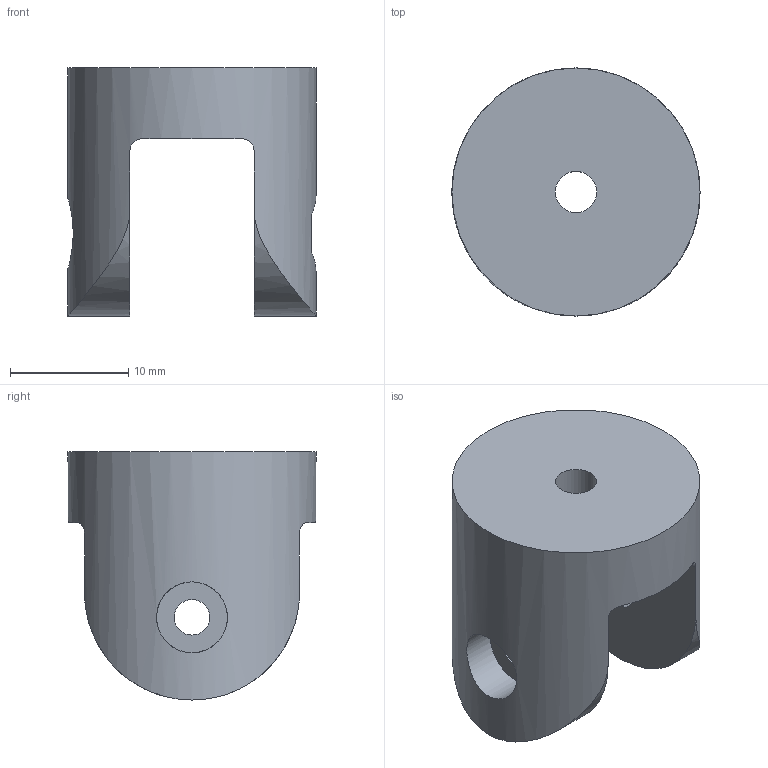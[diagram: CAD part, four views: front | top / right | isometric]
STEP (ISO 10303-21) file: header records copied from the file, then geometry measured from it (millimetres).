
FILE_DESCRIPTION(/* description */ (''),/* implementation_level */ '2;1');
FILE_NAME(/* name */ 'RFVplotter-BeltWeightIdlerHolder-v1.step',/* time_stamp */ '2022-10-01T19:38:45+02:00',/* author */ (''),/* organization */ (''),/* preprocessor_version */ 'ST-DEVELOPER v19',/* originating_system */ 'Autodesk Translation Framework v11.7.0.108',/* authorisation */ '');
FILE_SCHEMA (('AUTOMOTIVE_DESIGN { 1 0 10303 214 3 1 1 }'));
Length unit declared in the file: millimetre
Products named in the file (1): RFVplotter-BeltWeightIdlerHolder
Bounding box: 21 x 21 x 21 mm (x, y, z)
Volume: 3648 mm3; surface area: 2328.7 mm2
Topology: 1 solids, 1 shells, 28 faces, 73 edges, 49 vertices
Faces by surface type: plane 19, cylinder 9
Full cylindrical faces by diameter (mm): 3 x2, 3.5 x1, 6 x1, 21 x1
Entity records: 1006 total; most frequent: CARTESIAN_POINT 266, ORIENTED_EDGE 146, DIRECTION 136, EDGE_CURVE 73, VERTEX_POINT 49, LINE 46, VECTOR 46, AXIS2_PLACEMENT_3D 45
